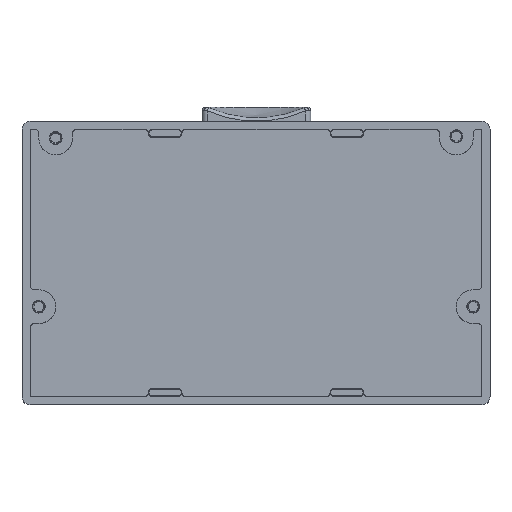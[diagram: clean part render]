
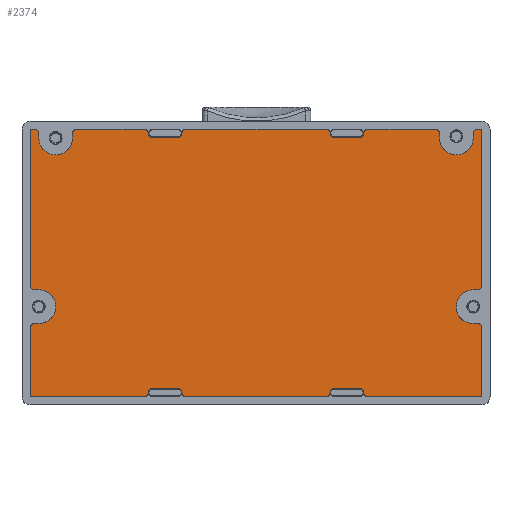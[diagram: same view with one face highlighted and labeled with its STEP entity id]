
A CAD part, top view. The second image highlights one B-rep face of the part: STEP entity #2374.
In plain terms, the highlighted planar face has unit normal (0, 0, 1).
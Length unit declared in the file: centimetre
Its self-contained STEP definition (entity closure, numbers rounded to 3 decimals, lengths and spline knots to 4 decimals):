
#265=FACE_OUTER_BOUND($,#427,.T.);
#427=EDGE_LOOP($,(#2078,#2079,#2080,#2081));
#587=LINE($,#3512,#778);
#605=LINE($,#3562,#796);
#632=LINE($,#3639,#823);
#648=LINE($,#3686,#839);
#778=VECTOR($,#2756,13.42);
#796=VECTOR($,#2794,13.42);
#823=VECTOR($,#2863,7.94);
#839=VECTOR($,#2909,7.94);
#971=VERTEX_POINT($,#3509);
#972=VERTEX_POINT($,#3511);
#993=VERTEX_POINT($,#3559);
#994=VERTEX_POINT($,#3561);
#1198=EDGE_CURVE($,#971,#972,#587,.F.);
#1222=EDGE_CURVE($,#993,#994,#605,.T.);
#1261=EDGE_CURVE($,#971,#994,#632,.F.);
#1285=EDGE_CURVE($,#972,#993,#648,.T.);
#2078=ORIENTED_EDGE($,*,*,#1285,.F.);
#2079=ORIENTED_EDGE($,*,*,#1198,.F.);
#2080=ORIENTED_EDGE($,*,*,#1261,.T.);
#2081=ORIENTED_EDGE($,*,*,#1222,.F.);
#2251=PLANE($,#2636);
#2374=ADVANCED_FACE($,(#265),#2251,.T.);
#2636=AXIS2_PLACEMENT_3D($,#4072,#3332,#3333);
#2756=DIRECTION($,(1.,0.,0.));
#2794=DIRECTION($,(1.,0.,0.));
#2863=DIRECTION($,(0.,-1.,0.));
#2909=DIRECTION($,(0.,1.,0.));
#3332=DIRECTION('center_axis',(0.,0.,
1.));
#3333=DIRECTION('ref_axis',(-1.,0.,0.));
#3509=CARTESIAN_POINT('',(-13.3025,85.6274,-2.274));
#3511=CARTESIAN_POINT('',(-26.7225,85.6274,-2.274));
#3512=CARTESIAN_POINT($,(-20.,85.6274,-2.274));
#3559=CARTESIAN_POINT('',(-26.7225,93.5674,-2.274));
#3561=CARTESIAN_POINT('',(-13.3025,93.5674,-2.274));
#3562=CARTESIAN_POINT($,(-23.1938,93.5674,-2.274));
#3639=CARTESIAN_POINT($,(-13.3025,85.3874,-2.274));
#3686=CARTESIAN_POINT($,(-26.7225,96.3323,-2.274));
#4072=CARTESIAN_POINT('Origin',(-26.3875,85.3874,-2.274));
